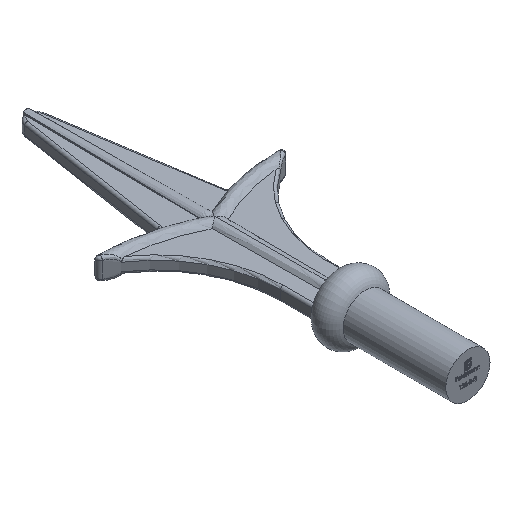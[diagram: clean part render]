
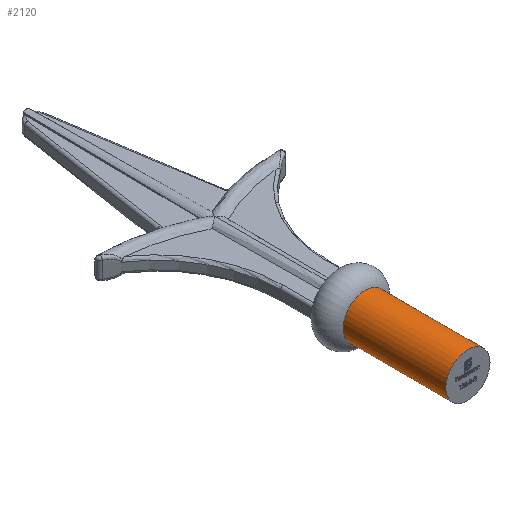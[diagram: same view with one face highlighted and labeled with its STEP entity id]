
A CAD part, isometric view. The second image highlights one B-rep face of the part: STEP entity #2120.
In plain terms, the highlighted cylindrical face has radius 8 mm (diameter 16 mm), a full revolution.
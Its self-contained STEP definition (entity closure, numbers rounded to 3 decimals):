
#360 = DIRECTION ( 'NONE',  ( 0., 0., -1. ) ) ;
#405 = DIRECTION ( 'NONE',  ( 0., -1., 0. ) ) ;
#1969 = AXIS2_PLACEMENT_3D ( 'NONE', #11268, #13614, #13677 ) ;
#2025 = FACE_OUTER_BOUND ( 'NONE', #4053, .T. ) ;
#2120 = ADVANCED_FACE ( 'NONE', ( #8527, #2025 ), #10835, .T. ) ;
#3369 = CARTESIAN_POINT ( 'NONE',  ( 0., 160.002, 0. ) ) ;
#3807 = CARTESIAN_POINT ( 'NONE',  ( 0., 0., -8. ) ) ;
#4053 = EDGE_LOOP ( 'NONE', ( #5160 ) ) ;
#5160 = ORIENTED_EDGE ( 'NONE', *, *, #12031, .T. ) ;
#5735 = DIRECTION ( 'NONE',  ( 0., 0., -1. ) ) ;
#6550 = CARTESIAN_POINT ( 'NONE',  ( 0., 0., 0. ) ) ;
#6647 = CIRCLE ( 'NONE', #14089, 8. ) ;
#8527 = FACE_OUTER_BOUND ( 'NONE', #8970, .T. ) ;
#8685 = VERTEX_POINT ( 'NONE', #3807 ) ;
#8970 = EDGE_LOOP ( 'NONE', ( #15742 ) ) ;
#10389 = EDGE_CURVE ( 'NONE', #8685, #8685, #6647, .T. ) ;
#10616 = VERTEX_POINT ( 'NONE', #11186 ) ;
#10835 = CYLINDRICAL_SURFACE ( 'NONE', #11801, 8. ) ;
#11186 = CARTESIAN_POINT ( 'NONE',  ( 0., 37.208, 8. ) ) ;
#11268 = CARTESIAN_POINT ( 'NONE',  ( 0., 37.208, 0. ) ) ;
#11801 = AXIS2_PLACEMENT_3D ( 'NONE', #3369, #14466, #5735 ) ;
#12031 = EDGE_CURVE ( 'NONE', #10616, #10616, #15694, .T. ) ;
#13614 = DIRECTION ( 'NONE',  ( 0., -1., 0. ) ) ;
#13677 = DIRECTION ( 'NONE',  ( 0., 0., 1. ) ) ;
#14089 = AXIS2_PLACEMENT_3D ( 'NONE', #6550, #405, #360 ) ;
#14466 = DIRECTION ( 'NONE',  ( 0., -1., 0. ) ) ;
#15694 = CIRCLE ( 'NONE', #1969, 8. ) ;
#15742 = ORIENTED_EDGE ( 'NONE', *, *, #10389, .F. ) ;
